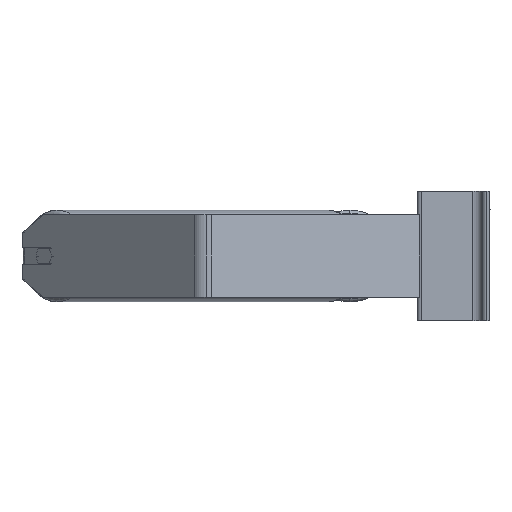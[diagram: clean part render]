
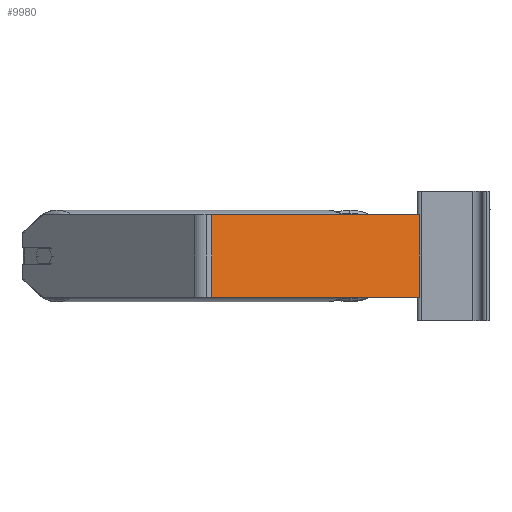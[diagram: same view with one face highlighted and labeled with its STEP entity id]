
A CAD part, left-side view. The second image highlights one B-rep face of the part: STEP entity #9980.
In plain terms, the highlighted planar face has unit normal (-0.94, -0.342, 0).
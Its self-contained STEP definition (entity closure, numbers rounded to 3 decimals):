
#547 = ORIENTED_EDGE ( 'NONE', *, *, #848, .T. ) ;
#846 = LINE ( 'NONE', #1027, #6282 ) ;
#848 = EDGE_CURVE ( 'NONE', #7690, #6303, #6124, .T. ) ;
#969 = VECTOR ( 'NONE', #2638, 1000. ) ;
#970 = DIRECTION ( 'NONE',  ( 0., 0., -1. ) ) ;
#1027 = CARTESIAN_POINT ( 'NONE',  ( -663.997, 226.073, 40. ) ) ;
#1054 = LINE ( 'NONE', #7050, #2545 ) ;
#1556 = VECTOR ( 'NONE', #970, 1000. ) ;
#1684 = VERTEX_POINT ( 'NONE', #2012 ) ;
#2012 = CARTESIAN_POINT ( 'NONE',  ( -587.518, 15.948, -40. ) ) ;
#2545 = VECTOR ( 'NONE', #6991, 1000. ) ;
#2638 = DIRECTION ( 'NONE',  ( 0., 0., -1. ) ) ;
#2670 = DIRECTION ( 'NONE',  ( 0.342, -0.94, 0. ) ) ;
#3080 = ORIENTED_EDGE ( 'NONE', *, *, #6768, .T. ) ;
#3124 = CARTESIAN_POINT ( 'NONE',  ( -660.511, 216.495, -40. ) ) ;
#3681 = EDGE_LOOP ( 'NONE', ( #3080, #10550, #4468, #547 ) ) ;
#4468 = ORIENTED_EDGE ( 'NONE', *, *, #4840, .F. ) ;
#4532 = CARTESIAN_POINT ( 'NONE',  ( -663.997, 226.073, 40. ) ) ;
#4840 = EDGE_CURVE ( 'NONE', #7690, #5912, #846, .T. ) ;
#5181 = LINE ( 'NONE', #8363, #969 ) ;
#5912 = VERTEX_POINT ( 'NONE', #10812 ) ;
#6124 = LINE ( 'NONE', #8619, #1556 ) ;
#6282 = VECTOR ( 'NONE', #2670, 1000. ) ;
#6303 = VERTEX_POINT ( 'NONE', #3124 ) ;
#6768 = EDGE_CURVE ( 'NONE', #6303, #1684, #1054, .T. ) ;
#6901 = FACE_OUTER_BOUND ( 'NONE', #3681, .T. ) ;
#6991 = DIRECTION ( 'NONE',  ( 0.342, -0.94, 0. ) ) ;
#7050 = CARTESIAN_POINT ( 'NONE',  ( -663.997, 226.073, -40. ) ) ;
#7106 = CARTESIAN_POINT ( 'NONE',  ( -660.511, 216.495, 40. ) ) ;
#7690 = VERTEX_POINT ( 'NONE', #7106 ) ;
#7884 = EDGE_CURVE ( 'NONE', #5912, #1684, #5181, .T. ) ;
#7958 = AXIS2_PLACEMENT_3D ( 'NONE', #4532, #9663, #7960 ) ;
#7960 = DIRECTION ( 'NONE',  ( -0.342, 0.94, 0. ) ) ;
#8363 = CARTESIAN_POINT ( 'NONE',  ( -587.518, 15.948, 40. ) ) ;
#8619 = CARTESIAN_POINT ( 'NONE',  ( -660.511, 216.495, 40. ) ) ;
#8780 = PLANE ( 'NONE',  #7958 ) ;
#9663 = DIRECTION ( 'NONE',  ( 0.94, 0.342, 0. ) ) ;
#9980 = ADVANCED_FACE ( 'NONE', ( #6901 ), #8780, .F. ) ;
#10550 = ORIENTED_EDGE ( 'NONE', *, *, #7884, .F. ) ;
#10812 = CARTESIAN_POINT ( 'NONE',  ( -587.518, 15.948, 40. ) ) ;
